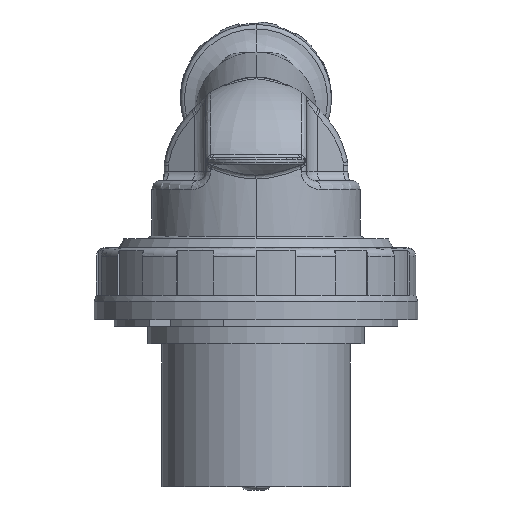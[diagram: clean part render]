
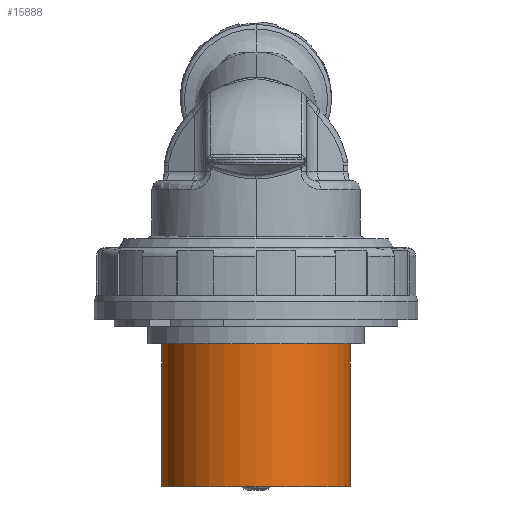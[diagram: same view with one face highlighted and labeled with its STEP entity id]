
A CAD part, front view. The second image highlights one B-rep face of the part: STEP entity #15888.
In plain terms, the highlighted cylindrical face has radius 21.5 mm (diameter 43 mm), a partial arc.
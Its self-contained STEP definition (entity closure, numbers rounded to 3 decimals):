
#12945=CARTESIAN_POINT('',(0.,0.,0.));
#12946=DIRECTION('',(0.,0.,-1.));
#12947=DIRECTION('',(1.,0.,0.));
#12948=AXIS2_PLACEMENT_3D('',#12945,#12946,#12947);
#12989=DIRECTION('',(0.,0.,-1.));
#12990=VECTOR('',#12989,32.6);
#12991=CARTESIAN_POINT('',(21.5,0.,32.6));
#12992=LINE('',#12991,#12990);
#12993=DIRECTION('',(0.,0.,-1.));
#12994=VECTOR('',#12993,32.6);
#12995=CARTESIAN_POINT('',(-21.5,0.,32.6));
#12996=LINE('',#12995,#12994);
#12997=CARTESIAN_POINT('',(0.,0.,32.6));
#12998=DIRECTION('',(0.,0.,-1.));
#12999=DIRECTION('',(1.,0.,0.));
#13000=AXIS2_PLACEMENT_3D('',#12997,#12998,#12999);
#14787=CARTESIAN_POINT('',(21.5,0.,32.6));
#14788=CARTESIAN_POINT('',(21.5,0.,0.));
#14789=VERTEX_POINT('',#14787);
#14790=VERTEX_POINT('',#14788);
#14797=CARTESIAN_POINT('',(-21.5,0.,32.6));
#14798=CARTESIAN_POINT('',(-21.5,0.,0.));
#14799=VERTEX_POINT('',#14797);
#14800=VERTEX_POINT('',#14798);
#15876=CARTESIAN_POINT('',(0.,0.,-2.09));
#15877=DIRECTION('',(0.,0.,1.));
#15878=DIRECTION('',(-1.,0.,0.));
#15879=AXIS2_PLACEMENT_3D('',#15876,#15877,#15878);
#15880=CYLINDRICAL_SURFACE('',#15879,21.5);
#15881=ORIENTED_EDGE('',*,*,#15811,.T.);
#15882=ORIENTED_EDGE('',*,*,#15792,.T.);
#15883=ORIENTED_EDGE('',*,*,#15815,.F.);
#15885=ORIENTED_EDGE('',*,*,#15884,.F.);
#15886=EDGE_LOOP('',(#15881,#15882,#15883,#15885));
#15887=FACE_OUTER_BOUND('',#15886,.F.);
#15888=ADVANCED_FACE('',(#15887),#15880,.T.);
#12949=CIRCLE('',#12948,21.5);
#13001=CIRCLE('',#13000,21.5);
#15792=EDGE_CURVE('',#14790,#14800,#12949,.T.);
#15811=EDGE_CURVE('',#14789,#14790,#12992,.T.);
#15815=EDGE_CURVE('',#14799,#14800,#12996,.T.);
#15884=EDGE_CURVE('',#14789,#14799,#13001,.T.);
